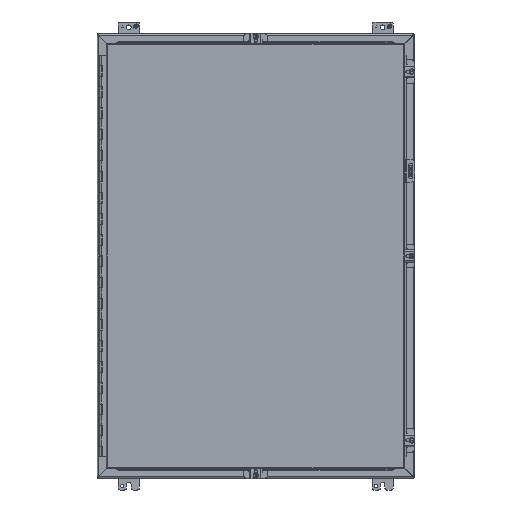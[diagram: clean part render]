
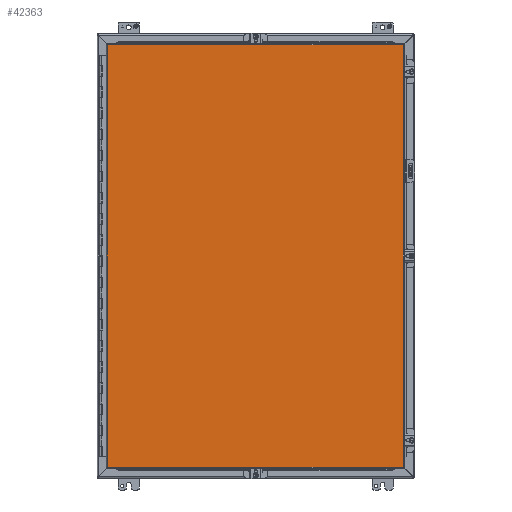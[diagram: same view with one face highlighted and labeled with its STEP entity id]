
A CAD part, front view. The second image highlights one B-rep face of the part: STEP entity #42363.
In plain terms, the highlighted planar face has unit normal (0, -1, 0).
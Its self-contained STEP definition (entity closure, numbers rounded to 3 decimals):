
#4507 = LINE ( 'NONE', #47349, #10266 ) ;
#4883 = CARTESIAN_POINT ( 'NONE',  ( 13.955, -11.21, 19.994 ) ) ;
#6339 = DIRECTION ( 'NONE',  ( 0., -1., 0. ) ) ;
#9401 = CARTESIAN_POINT ( 'NONE',  ( -14.017, -11.21, 19.994 ) ) ;
#9900 = FACE_OUTER_BOUND ( 'NONE', #20839, .T. ) ;
#10266 = VECTOR ( 'NONE', #38712, 39.37 ) ;
#10654 = CARTESIAN_POINT ( 'NONE',  ( 13.955, -11.21, -19.995 ) ) ;
#11181 = VECTOR ( 'NONE', #12654, 39.37 ) ;
#11253 = VERTEX_POINT ( 'NONE', #17516 ) ;
#11405 = VERTEX_POINT ( 'NONE', #20341 ) ;
#12654 = DIRECTION ( 'NONE',  ( 0., 0., 1. ) ) ;
#13130 = EDGE_CURVE ( 'NONE', #11253, #53057, #44223, .T. ) ;
#16344 = CARTESIAN_POINT ( 'NONE',  ( -14.017, -11.21, 19.994 ) ) ;
#17516 = CARTESIAN_POINT ( 'NONE',  ( 13.955, -11.21, 19.994 ) ) ;
#20341 = CARTESIAN_POINT ( 'NONE',  ( -14.017, -11.21, -19.995 ) ) ;
#20396 = CARTESIAN_POINT ( 'NONE',  ( -14.017, -11.21, -19.995 ) ) ;
#20839 = EDGE_LOOP ( 'NONE', ( #38156, #48925, #58945, #31603 ) ) ;
#22504 = AXIS2_PLACEMENT_3D ( 'NONE', #20396, #6339, #53674 ) ;
#24363 = DIRECTION ( 'NONE',  ( 0., 0., -1. ) ) ;
#26493 = VERTEX_POINT ( 'NONE', #9401 ) ;
#31603 = ORIENTED_EDGE ( 'NONE', *, *, #54129, .F. ) ;
#32233 = EDGE_CURVE ( 'NONE', #26493, #11253, #49614, .T. ) ;
#33104 = LINE ( 'NONE', #61825, #11181 ) ;
#38156 = ORIENTED_EDGE ( 'NONE', *, *, #13130, .F. ) ;
#38712 = DIRECTION ( 'NONE',  ( -1., 0., 0. ) ) ;
#42363 = ADVANCED_FACE ( 'NONE', ( #9900 ), #54306, .T. ) ;
#44223 = LINE ( 'NONE', #4883, #47737 ) ;
#47349 = CARTESIAN_POINT ( 'NONE',  ( 13.955, -11.21, -19.995 ) ) ;
#47737 = VECTOR ( 'NONE', #24363, 39.37 ) ;
#48925 = ORIENTED_EDGE ( 'NONE', *, *, #32233, .F. ) ;
#49614 = LINE ( 'NONE', #16344, #60577 ) ;
#51208 = EDGE_CURVE ( 'NONE', #11405, #26493, #33104, .T. ) ;
#53057 = VERTEX_POINT ( 'NONE', #10654 ) ;
#53674 = DIRECTION ( 'NONE',  ( 0., 0., -1. ) ) ;
#54129 = EDGE_CURVE ( 'NONE', #53057, #11405, #4507, .T. ) ;
#54306 = PLANE ( 'NONE',  #22504 ) ;
#58945 = ORIENTED_EDGE ( 'NONE', *, *, #51208, .F. ) ;
#60577 = VECTOR ( 'NONE', #60750, 39.37 ) ;
#60750 = DIRECTION ( 'NONE',  ( 1., 0., 0. ) ) ;
#61825 = CARTESIAN_POINT ( 'NONE',  ( -14.017, -11.21, -19.995 ) ) ;
